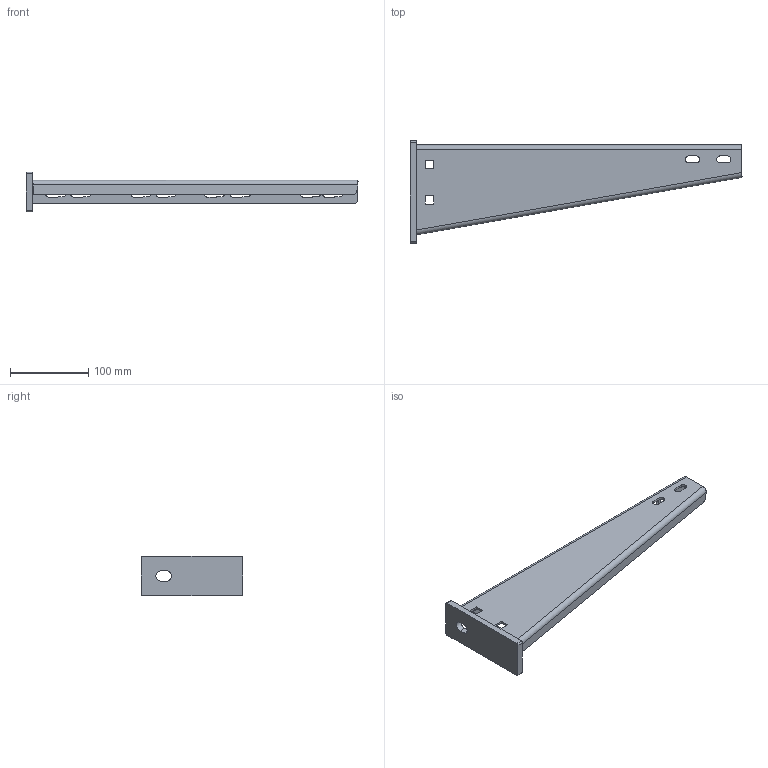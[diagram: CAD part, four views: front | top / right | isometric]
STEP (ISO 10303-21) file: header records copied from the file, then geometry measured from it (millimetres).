
FILE_DESCRIPTION((''),'2;1');
FILE_NAME('713040_ASM','2019-03-18T10:56:24',('tomasz.grudniewski'),(''),'CREO PARAMETRIC BY PTC INC, 2018500','CREO PARAMETRIC BY PTC INC, 2018500','');
FILE_SCHEMA(('CONFIG_CONTROL_DESIGN'));
Length unit declared in the file: millimetre
Products named in the file (3): 130PODSTAWA_PRT; WWCT400_PRT; 713040_ASM
Assembly tree (2 placements, depth 2):
  713040_ASM
    130PODSTAWA_PRT
    WWCT400_PRT
Bounding box: 423.2 x 130 x 50 mm (x, y, z)
Volume: 188749.7 mm3; surface area: 113421.3 mm2
Topology: 2 solids, 2 shells, 118 faces, 326 edges, 212 vertices
Faces by surface type: plane 69, cylinder 48, bspline 1
Entity records: 3937 total; most frequent: CARTESIAN_POINT 709, DIRECTION 662, ORIENTED_EDGE 652, EDGE_CURVE 326, VECTOR 230, LINE 230, AXIS2_PLACEMENT_3D 216, VERTEX_POINT 212
